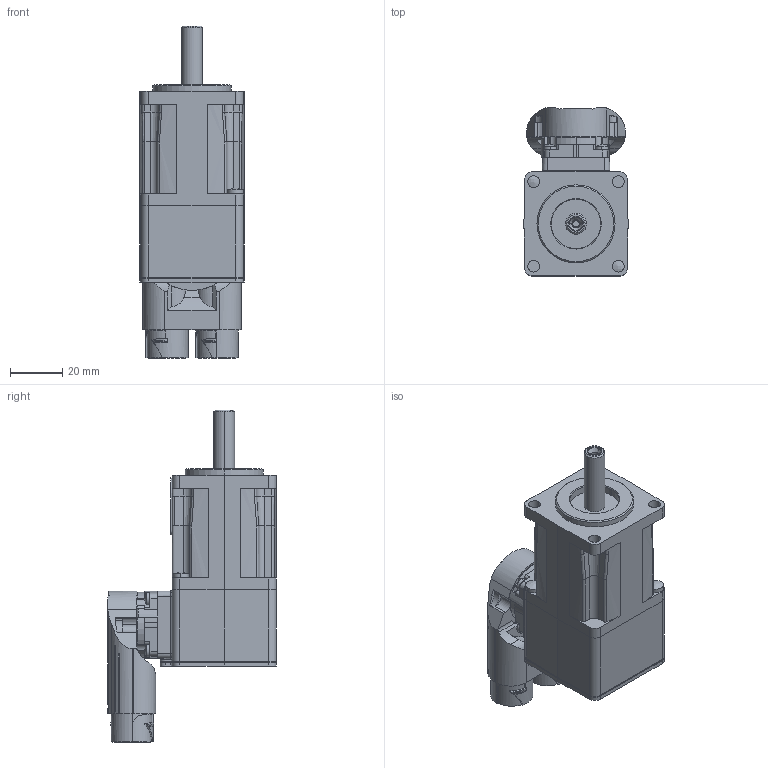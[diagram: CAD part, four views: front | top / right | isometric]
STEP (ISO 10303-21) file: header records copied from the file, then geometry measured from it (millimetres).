
FILE_DESCRIPTION(('STEP AP242'),'1');
FILE_NAME('bsh0401p06a2a.stp','2020-09-22T11:51:59',('TraceParts'),('TraceParts S.A.'),'Spatial InterOp 3D',' ',' ');
FILE_SCHEMA(('AP242_MANAGED_MODEL_BASED_3D_ENGINEERING_MIM_LF {1 0 10303 442 1 1 4}'));
Length unit declared in the file: millimetre
Products named in the file (1): bsh0401p06a2a_1
Bounding box: 40 x 64.7 x 127.5 mm (x, y, z)
Volume: 141313.1 mm3; surface area: 36568.2 mm2
Topology: 6 solids, 6 shells, 857 faces, 2195 edges, 1424 vertices
Faces by surface type: cylinder 334, plane 311, bspline 103, cone 81, torus 26, sphere 2
Entity records: 36804 total; most frequent: CARTESIAN_POINT 9664, ORIENTED_EDGE 4374, DIRECTION 4081, EDGE_CURVE 2187, AXIS2_PLACEMENT_3D 1558, VERTEX_POINT 1423, LINE 965, VECTOR 965
